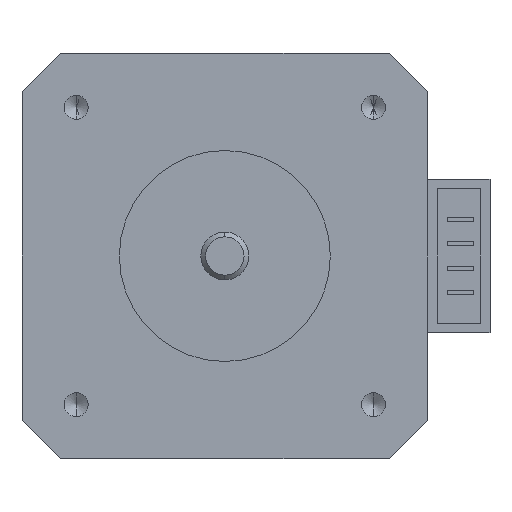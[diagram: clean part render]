
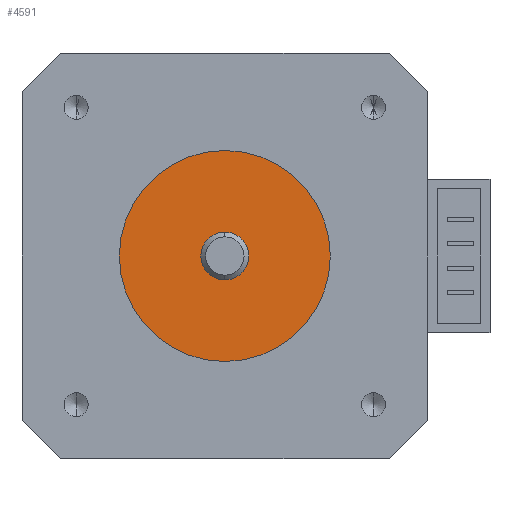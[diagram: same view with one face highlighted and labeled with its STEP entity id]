
A CAD part, left-side view. The second image highlights one B-rep face of the part: STEP entity #4591.
In plain terms, the highlighted planar face has unit normal (-1, 0, 0).
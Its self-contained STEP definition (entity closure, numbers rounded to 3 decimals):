
#6 = FACE_BOUND ( 'NONE', #387, .T. ) ;
#122 = AXIS2_PLACEMENT_3D ( 'NONE', #1898, #464, #3706 ) ;
#165 = CIRCLE ( 'NONE', #2830, 11. ) ;
#246 = EDGE_CURVE ( 'NONE', #4487, #4067, #165, .T. ) ;
#248 = EDGE_CURVE ( 'NONE', #4067, #4487, #773, .T. ) ;
#363 = CARTESIAN_POINT ( 'NONE',  ( -2., 2.5, 0. ) ) ;
#366 = ORIENTED_EDGE ( 'NONE', *, *, #2141, .F. ) ;
#387 = EDGE_LOOP ( 'NONE', ( #366, #793 ) ) ;
#464 = DIRECTION ( 'NONE',  ( -1., 0., 0. ) ) ;
#609 = DIRECTION ( 'NONE',  ( 1., 0., 0. ) ) ;
#627 = EDGE_CURVE ( 'NONE', #4454, #3494, #2160, .T. ) ;
#773 = CIRCLE ( 'NONE', #3424, 11. ) ;
#793 = ORIENTED_EDGE ( 'NONE', *, *, #627, .F. ) ;
#1194 = AXIS2_PLACEMENT_3D ( 'NONE', #2253, #1509, #2975 ) ;
#1300 = DIRECTION ( 'NONE',  ( 1., 0., 0. ) ) ;
#1345 = ORIENTED_EDGE ( 'NONE', *, *, #246, .F. ) ;
#1509 = DIRECTION ( 'NONE',  ( -1., 0., 0. ) ) ;
#1666 = DIRECTION ( 'NONE',  ( 0., 0., -1. ) ) ;
#1803 = PLANE ( 'NONE',  #2865 ) ;
#1898 = CARTESIAN_POINT ( 'NONE',  ( -2., 0., 0. ) ) ;
#2141 = EDGE_CURVE ( 'NONE', #3494, #4454, #2471, .T. ) ;
#2154 = DIRECTION ( 'NONE',  ( 0., 0., 1. ) ) ;
#2160 = CIRCLE ( 'NONE', #122, 2.5 ) ;
#2253 = CARTESIAN_POINT ( 'NONE',  ( -2., 0., 0. ) ) ;
#2471 = CIRCLE ( 'NONE', #1194, 2.5 ) ;
#2622 = CARTESIAN_POINT ( 'NONE',  ( -2., 0., -11. ) ) ;
#2830 = AXIS2_PLACEMENT_3D ( 'NONE', #4215, #1300, #3068 ) ;
#2865 = AXIS2_PLACEMENT_3D ( 'NONE', #363, #3612, #2154 ) ;
#2975 = DIRECTION ( 'NONE',  ( 0., 0., 1. ) ) ;
#3068 = DIRECTION ( 'NONE',  ( 0., 0., -1. ) ) ;
#3253 = FACE_OUTER_BOUND ( 'NONE', #3704, .T. ) ;
#3424 = AXIS2_PLACEMENT_3D ( 'NONE', #4402, #609, #1666 ) ;
#3494 = VERTEX_POINT ( 'NONE', #4462 ) ;
#3612 = DIRECTION ( 'NONE',  ( -1., 0., 0. ) ) ;
#3704 = EDGE_LOOP ( 'NONE', ( #1345, #3840 ) ) ;
#3706 = DIRECTION ( 'NONE',  ( 0., 0., 1. ) ) ;
#3784 = CARTESIAN_POINT ( 'NONE',  ( -2., 0., 11. ) ) ;
#3840 = ORIENTED_EDGE ( 'NONE', *, *, #248, .F. ) ;
#4067 = VERTEX_POINT ( 'NONE', #3784 ) ;
#4215 = CARTESIAN_POINT ( 'NONE',  ( -2., 0., 0. ) ) ;
#4402 = CARTESIAN_POINT ( 'NONE',  ( -2., 0., 0. ) ) ;
#4449 = CARTESIAN_POINT ( 'NONE',  ( -2., 0., 2.5 ) ) ;
#4454 = VERTEX_POINT ( 'NONE', #4449 ) ;
#4462 = CARTESIAN_POINT ( 'NONE',  ( -2., 0., -2.5 ) ) ;
#4487 = VERTEX_POINT ( 'NONE', #2622 ) ;
#4591 = ADVANCED_FACE ( 'NONE', ( #6, #3253 ), #1803, .T. ) ;
